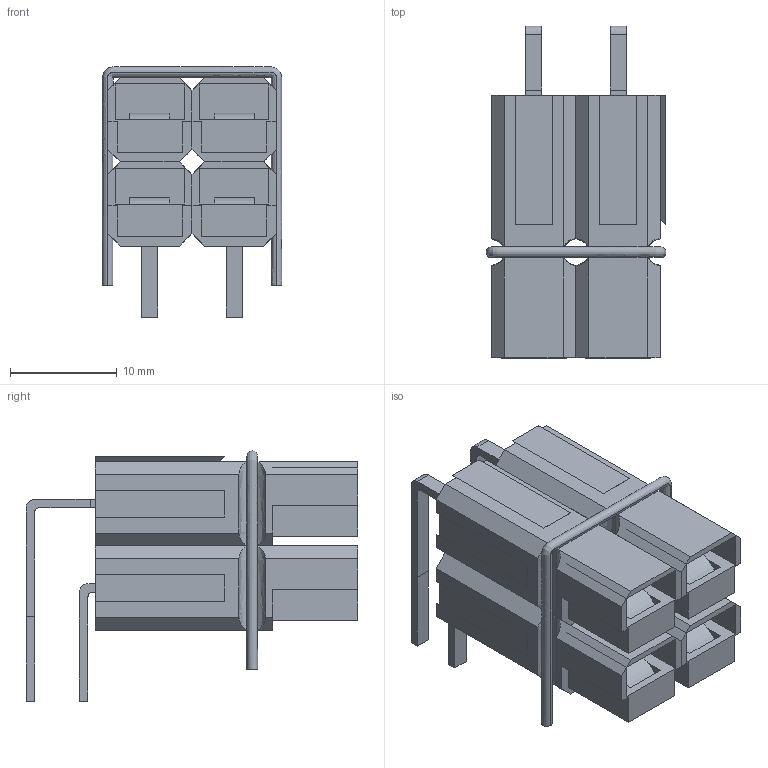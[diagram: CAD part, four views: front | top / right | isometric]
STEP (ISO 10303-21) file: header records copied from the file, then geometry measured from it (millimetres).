
FILE_DESCRIPTION(/* description */ (''),/* implementation_level */ '2;1');
FILE_NAME(/* name */ 'Powerpole 4P (Cyclomedia)',/* time_stamp */ '2013-12-06T15:46:53+01:00',/* author */ (''),/* organization */ (''),/* preprocessor_version */ 'ST-DEVELOPER v10',/* originating_system */ '',/* authorisation */ '');
FILE_SCHEMA (('AUTOMOTIVE_DESIGN_CC2'));
Length unit declared in the file: millimetre
Products named in the file (1): 1
Bounding box: 16.84 x 31.09 x 23.45 mm (x, y, z)
Volume: 3167.5 mm3; surface area: 7378.7 mm2
Topology: 21 solids, 21 shells, 332 faces, 868 edges, 580 vertices
Faces by surface type: plane 274, bspline 58
Entity records: 10078 total; most frequent: CARTESIAN_POINT 4107, ORIENTED_EDGE 1724, EDGE_CURVE 862, B_SPLINE_CURVE_WITH_KNOTS 724, VERTEX_POINT 572, EDGE_LOOP 340, ADVANCED_FACE 332, FACE_OUTER_BOUND 332
